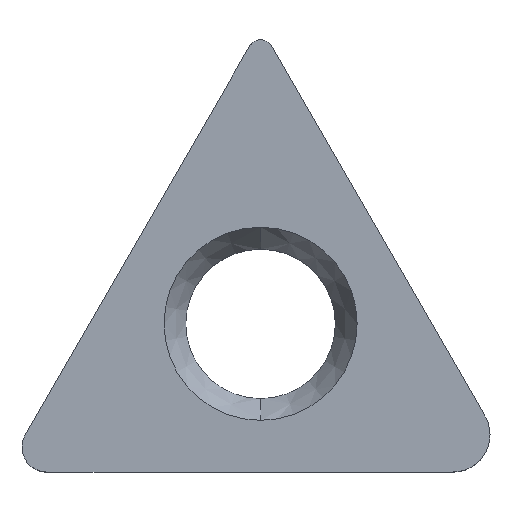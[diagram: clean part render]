
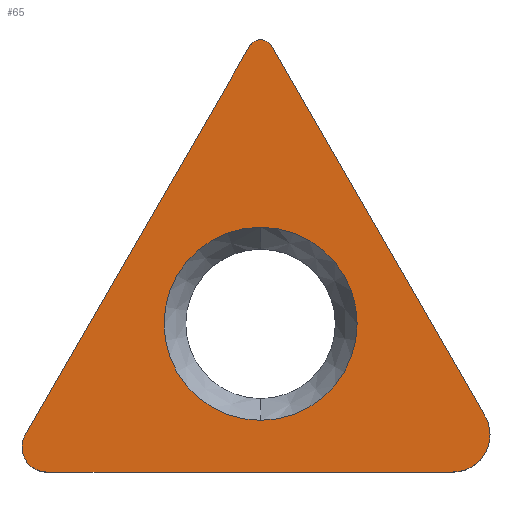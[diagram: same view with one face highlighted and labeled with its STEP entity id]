
A CAD part, top view. The second image highlights one B-rep face of the part: STEP entity #65.
In plain terms, the highlighted planar face has unit normal (0, 0, 1).
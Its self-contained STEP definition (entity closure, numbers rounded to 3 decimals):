
#65=ADVANCED_FACE('',(#92,#93),#84,.T.);
#84=PLANE('',#365);
#92=FACE_BOUND('',#96,.T.);
#93=FACE_BOUND('',#97,.T.);
#96=EDGE_LOOP('',(#169,#170,#171,#172,#173,#174));
#97=EDGE_LOOP('',(#175,#176));
#117=LINE('',#507,#143);
#118=LINE('',#511,#144);
#119=LINE('',#515,#145);
#143=VECTOR('',#404,1.);
#144=VECTOR('',#407,1.);
#145=VECTOR('',#410,1.);
#169=ORIENTED_EDGE('',*,*,#281,.T.);
#170=ORIENTED_EDGE('',*,*,#282,.T.);
#171=ORIENTED_EDGE('',*,*,#283,.T.);
#172=ORIENTED_EDGE('',*,*,#284,.T.);
#173=ORIENTED_EDGE('',*,*,#285,.T.);
#174=ORIENTED_EDGE('',*,*,#286,.T.);
#175=ORIENTED_EDGE('',*,*,#287,.F.);
#176=ORIENTED_EDGE('',*,*,#288,.F.);
#255=VERTEX_POINT('',#505);
#256=VERTEX_POINT('',#506);
#257=VERTEX_POINT('',#508);
#258=VERTEX_POINT('',#510);
#259=VERTEX_POINT('',#512);
#260=VERTEX_POINT('',#514);
#261=VERTEX_POINT('',#517);
#262=VERTEX_POINT('',#518);
#281=EDGE_CURVE('',#255,#256,#324,.T.);
#282=EDGE_CURVE('',#256,#257,#117,.T.);
#283=EDGE_CURVE('',#257,#258,#325,.T.);
#284=EDGE_CURVE('',#258,#259,#118,.T.);
#285=EDGE_CURVE('',#259,#260,#326,.T.);
#286=EDGE_CURVE('',#260,#255,#119,.T.);
#287=EDGE_CURVE('',#261,#262,#327,.T.);
#288=EDGE_CURVE('',#262,#261,#328,.T.);
#324=CIRCLE('',#360,1.2);
#325=CIRCLE('',#361,0.4);
#326=CIRCLE('',#362,0.8);
#327=CIRCLE('',#363,3.1);
#328=CIRCLE('',#364,3.1);
#360=AXIS2_PLACEMENT_3D('',#504,#402,#403);
#361=AXIS2_PLACEMENT_3D('',#509,#405,#406);
#362=AXIS2_PLACEMENT_3D('',#513,#408,#409);
#363=AXIS2_PLACEMENT_3D('',#516,#411,#412);
#364=AXIS2_PLACEMENT_3D('',#519,#413,#414);
#365=AXIS2_PLACEMENT_3D('',#520,#415,#416);
#402=DIRECTION('',(0.,0.,1.));
#403=DIRECTION('',(0.,-1.,0.));
#404=DIRECTION('',(-0.5,0.866,0.));
#405=DIRECTION('',(0.,0.,1.));
#406=DIRECTION('',(0.866,0.5,0.));
#407=DIRECTION('',(-0.5,-0.866,0.));
#408=DIRECTION('',(0.,0.,1.));
#409=DIRECTION('',(-0.866,0.5,0.));
#410=DIRECTION('',(1.,0.,0.));
#411=DIRECTION('',(0.,0.,1.));
#412=DIRECTION('',(0.,1.,0.));
#413=DIRECTION('',(0.,0.,1.));
#414=DIRECTION('',(0.,-1.,0.));
#415=DIRECTION('',(0.,0.,1.));
#416=DIRECTION('',(-1.,0.,0.));
#504=CARTESIAN_POINT('',(6.166,-3.56,0.));
#505=CARTESIAN_POINT('',(6.166,-4.76,0.));
#506=CARTESIAN_POINT('',(7.205,-2.96,0.));
#507=CARTESIAN_POINT('',(7.205,-2.96,0.));
#508=CARTESIAN_POINT('',(0.346,8.92,0.));
#509=CARTESIAN_POINT('',(0.,8.72,0.));
#510=CARTESIAN_POINT('',(-0.346,8.92,0.));
#511=CARTESIAN_POINT('',(-0.346,8.92,0.));
#512=CARTESIAN_POINT('',(-7.552,-3.56,0.));
#513=CARTESIAN_POINT('',(-6.859,-3.96,0.));
#514=CARTESIAN_POINT('',(-6.859,-4.76,0.));
#515=CARTESIAN_POINT('',(-6.859,-4.76,0.));
#516=CARTESIAN_POINT('',(0.,0.,0.));
#517=CARTESIAN_POINT('',(0.,3.1,0.));
#518=CARTESIAN_POINT('',(0.,-3.1,0.));
#519=CARTESIAN_POINT('',(0.,0.,0.));
#520=CARTESIAN_POINT('',(0.,0.,0.));
